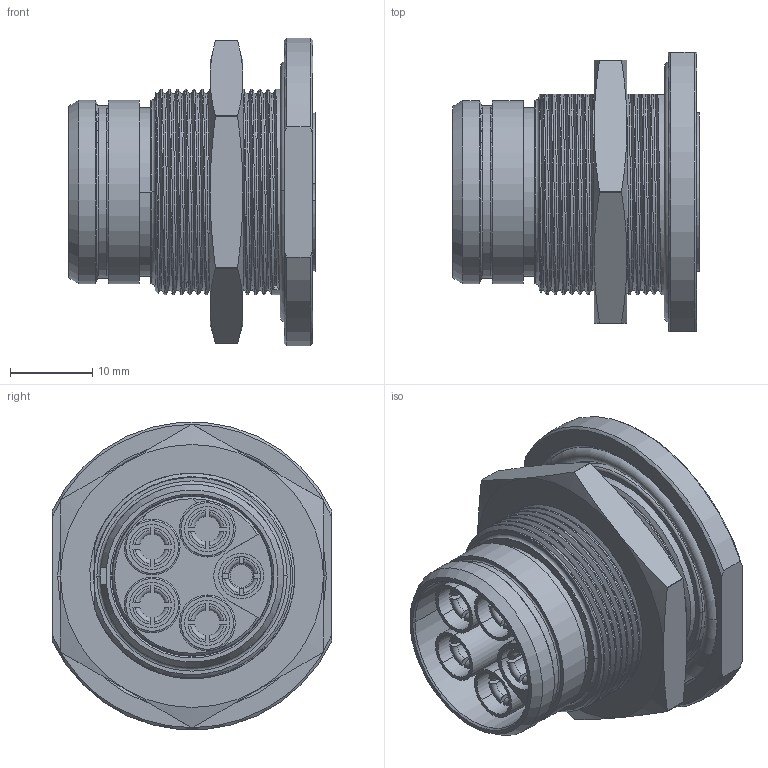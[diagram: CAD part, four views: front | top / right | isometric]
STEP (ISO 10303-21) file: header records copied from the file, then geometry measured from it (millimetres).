
FILE_DESCRIPTION((''),'2;1');
FILE_NAME('1331EV405FS','2024-08-23T08:33:11',('paultorloting'),('NET AG system integration'),'CREO PARAMETRIC BY PTC INC, 2021404','CREO PARAMETRIC BY PTC INC, 2021404','');
FILE_SCHEMA(('AUTOMOTIVE_DESIGN { 1 0 10303 214 1 1 1 1 }'));
Length unit declared in the file: millimetre
Products named in the file (1): 1331EV405FS
Bounding box: 30 x 34 x 37.36 mm (x, y, z)
Volume: 12529.2 mm3; surface area: 13920.6 mm2
Topology: 1 solids, 1 shells, 536 faces, 1355 edges, 866 vertices
Faces by surface type: cylinder 191, plane 164, cone 61, bspline 61, torus 59
Entity records: 33631 total; most frequent: CARTESIAN_POINT 18127, ORIENTED_EDGE 2710, DIRECTION 2484, EDGE_CURVE 1355, AXIS2_PLACEMENT_3D 998, VERTEX_POINT 866, EDGE_LOOP 601, FACE_OUTER_BOUND 536
